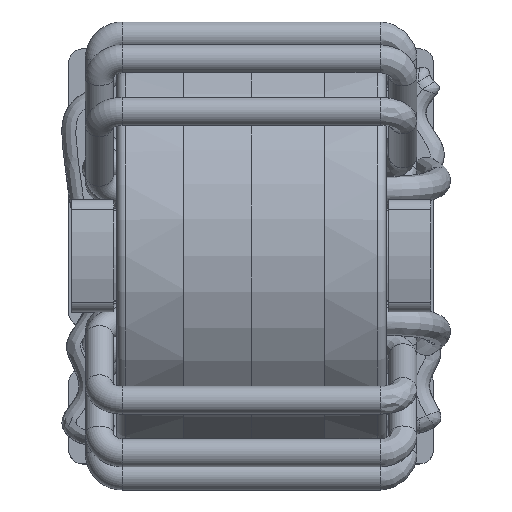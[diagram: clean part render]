
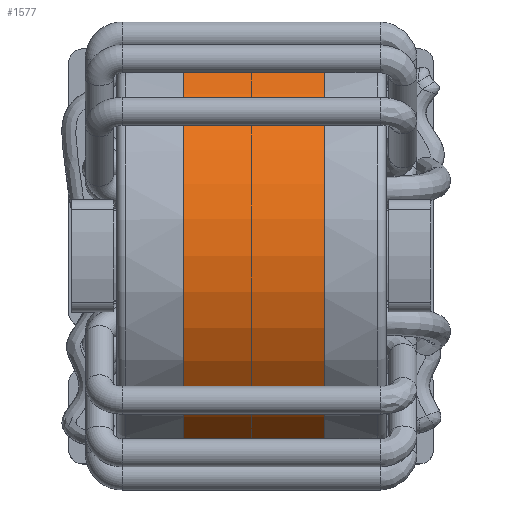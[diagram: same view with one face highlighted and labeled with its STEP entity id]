
A CAD part, top view. The second image highlights one B-rep face of the part: STEP entity #1577.
In plain terms, the highlighted cylindrical face has radius 7.51 mm (diameter 15.02 mm), a full revolution.
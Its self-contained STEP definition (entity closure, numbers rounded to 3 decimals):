
#1577=ADVANCED_FACE('',(#4207,#4208),#4209,.T.);
#1583=EDGE_CURVE('',#4219,#4219,#4220,.T.);
#1587=EDGE_CURVE('',#4225,#4225,#4226,.T.);
#4207=FACE_OUTER_BOUND('',#11528,.T.);
#4208=FACE_OUTER_BOUND('',#11529,.T.);
#4209=CYLINDRICAL_SURFACE('',#11530,7.51);
#4219=VERTEX_POINT('',#11541);
#4220=CIRCLE('',#11542,7.51);
#4225=VERTEX_POINT('',#11549);
#4226=CIRCLE('',#11550,7.51);
#11528=EDGE_LOOP('',(#21362));
#11529=EDGE_LOOP('',(#21363));
#11530=AXIS2_PLACEMENT_3D('',#21364,#21365,#21366);
#11541=CARTESIAN_POINT('',(0.1,3.66,12.8));
#11542=AXIS2_PLACEMENT_3D('',#21379,#21380,#21381);
#11549=CARTESIAN_POINT('',(5.1,3.66,12.8));
#11550=AXIS2_PLACEMENT_3D('',#21385,#21386,#21387);
#21362=ORIENTED_EDGE('',*,*,#1587,.F.);
#21363=ORIENTED_EDGE('',*,*,#1583,.T.);
#21364=CARTESIAN_POINT('',(0.1,-3.85,12.8));
#21365=DIRECTION('',(1.0,0.,0.));
#21366=DIRECTION('',(0.,0.,-1.0));
#21379=CARTESIAN_POINT('',(0.1,-3.85,12.8));
#21380=DIRECTION('',(1.0,0.,0.));
#21381=DIRECTION('',(0.,1.0,0.));
#21385=CARTESIAN_POINT('',(5.1,-3.85,12.8));
#21386=DIRECTION('',(1.0,0.,0.));
#21387=DIRECTION('',(0.,1.0,0.));
